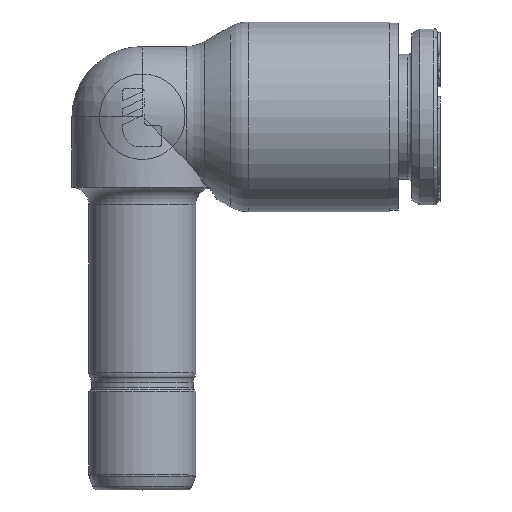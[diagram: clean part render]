
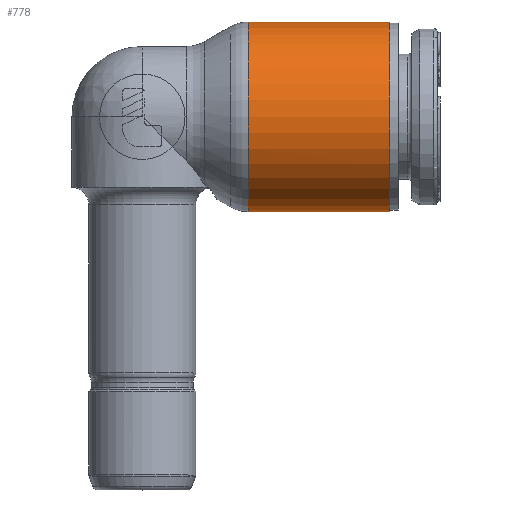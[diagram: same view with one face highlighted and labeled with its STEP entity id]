
A CAD part, top view. The second image highlights one B-rep face of the part: STEP entity #778.
In plain terms, the highlighted cylindrical face has radius 5.325 mm (diameter 10.65 mm), a partial arc.
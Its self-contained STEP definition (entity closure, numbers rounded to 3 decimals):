
#778=ADVANCED_FACE('',(#2114),#2115,.T.);
#2114=FACE_OUTER_BOUND('',#5227,.T.);
#2115=CYLINDRICAL_SURFACE('',#5228,5.325);
#5227=EDGE_LOOP('',(#10356,#10357,#10358,#10359));
#5228=AXIS2_PLACEMENT_3D('',#10360,#10361,#10362);
#10356=ORIENTED_EDGE('',*,*,#12136,.F.);
#10357=ORIENTED_EDGE('',*,*,#12133,.F.);
#10358=ORIENTED_EDGE('',*,*,#12135,.T.);
#10359=ORIENTED_EDGE('',*,*,#12276,.F.);
#10360=CARTESIAN_POINT('',(-4.843,0.0,0.0));
#10361=DIRECTION('',(-1.0,-0.0,0.0));
#10362=DIRECTION('',(0.0,-1.0,0.0));
#12133=EDGE_CURVE('',#14834,#14835,#14836,.T.);
#12135=EDGE_CURVE('',#14834,#14838,#14839,.T.);
#12136=EDGE_CURVE('',#14835,#14840,#14841,.T.);
#12276=EDGE_CURVE('',#14840,#14838,#15055,.T.);
#14834=VERTEX_POINT('',#20322);
#14835=VERTEX_POINT('',#20323);
#14836=CIRCLE('',#20324,5.325);
#14838=VERTEX_POINT('',#20326);
#14839=LINE('',#20327,#20328);
#14840=VERTEX_POINT('',#20329);
#14841=LINE('',#20330,#20331);
#15055=CIRCLE('',#20974,5.325);
#20322=CARTESIAN_POINT('',(13.9,5.325,0.0));
#20323=CARTESIAN_POINT('',(13.9,-5.325,0.0));
#20324=AXIS2_PLACEMENT_3D('',#23369,#23370,#23371);
#20326=CARTESIAN_POINT('',(5.936,5.325,0.002));
#20327=CARTESIAN_POINT('',(13.9,5.325,0.0));
#20328=VECTOR('',#23375,7.964);
#20329=CARTESIAN_POINT('',(5.936,-5.325,-0.002));
#20330=CARTESIAN_POINT('',(13.9,-5.325,0.0));
#20331=VECTOR('',#23376,7.964);
#20974=AXIS2_PLACEMENT_3D('',#23595,#23596,#23597);
#23369=CARTESIAN_POINT('',(13.9,0.0,0.0));
#23370=DIRECTION('',(1.0,0.0,0.0));
#23371=DIRECTION('',(0.0,1.0,0.0));
#23375=DIRECTION('',(-1.0,0.0,0.0));
#23376=DIRECTION('',(-1.0,0.0,0.0));
#23595=CARTESIAN_POINT('',(5.936,0.0,0.0));
#23596=DIRECTION('',(-1.0,0.0,0.0));
#23597=DIRECTION('',(0.0,-1.0,0.0));
